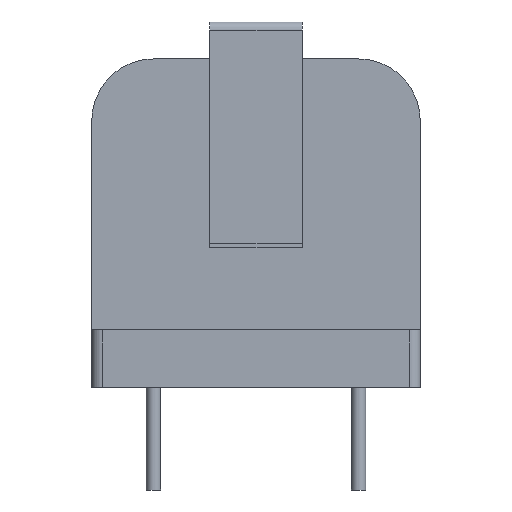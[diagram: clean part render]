
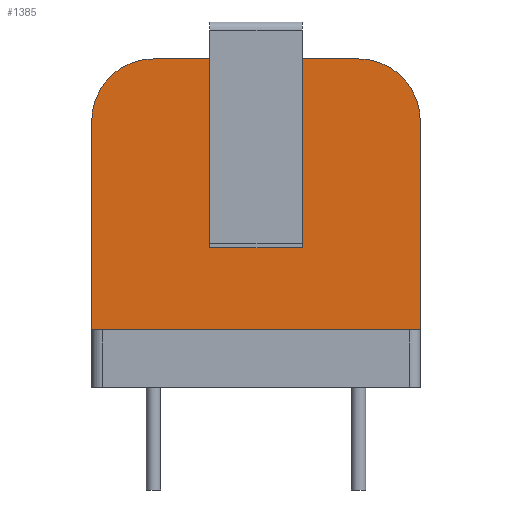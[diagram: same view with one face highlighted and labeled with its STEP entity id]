
A CAD part, left-side view. The second image highlights one B-rep face of the part: STEP entity #1385.
In plain terms, the highlighted planar face has unit normal (-1, 0, 0).
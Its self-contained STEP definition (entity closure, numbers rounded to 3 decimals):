
#21=LINE('',#5504,#165);
#25=LINE('',#5513,#169);
#29=LINE('',#5520,#173);
#32=LINE('',#5526,#176);
#33=LINE('',#5530,#177);
#34=LINE('',#5532,#178);
#35=LINE('',#5534,#179);
#36=LINE('',#5537,#180);
#165=VECTOR('',#1670,10.);
#169=VECTOR('',#1676,10.);
#173=VECTOR('',#1682,10.);
#176=VECTOR('',#1689,10.);
#177=VECTOR('',#1692,10.);
#178=VECTOR('',#1693,10.);
#179=VECTOR('',#1694,10.);
#180=VECTOR('',#1697,10.);
#361=PLANE('',#1502);
#427=FACE_OUTER_BOUND('',#513,.T.);
#513=EDGE_LOOP('',(#1017,#1018,#1019,#1020,#1021,#1022,#1023,#1024,#1025,
#1026));
#595=CIRCLE('',#1503,3.);
#596=CIRCLE('',#1504,3.);
#647=VERTEX_POINT('',#5502);
#648=VERTEX_POINT('',#5503);
#651=VERTEX_POINT('',#5511);
#652=VERTEX_POINT('',#5512);
#655=VERTEX_POINT('',#5525);
#656=VERTEX_POINT('',#5527);
#657=VERTEX_POINT('',#5529);
#658=VERTEX_POINT('',#5531);
#659=VERTEX_POINT('',#5533);
#660=VERTEX_POINT('',#5535);
#785=EDGE_CURVE('',#647,#648,#21,.T.);
#789=EDGE_CURVE('',#651,#652,#25,.T.);
#793=EDGE_CURVE('',#652,#647,#29,.T.);
#796=EDGE_CURVE('',#655,#648,#32,.T.);
#797=EDGE_CURVE('',#656,#655,#595,.T.);
#798=EDGE_CURVE('',#657,#656,#33,.T.);
#799=EDGE_CURVE('',#658,#657,#34,.T.);
#800=EDGE_CURVE('',#658,#659,#35,.T.);
#801=EDGE_CURVE('',#660,#659,#596,.T.);
#802=EDGE_CURVE('',#651,#660,#36,.T.);
#1017=ORIENTED_EDGE('',*,*,#789,.T.);
#1018=ORIENTED_EDGE('',*,*,#793,.T.);
#1019=ORIENTED_EDGE('',*,*,#785,.T.);
#1020=ORIENTED_EDGE('',*,*,#796,.F.);
#1021=ORIENTED_EDGE('',*,*,#797,.F.);
#1022=ORIENTED_EDGE('',*,*,#798,.F.);
#1023=ORIENTED_EDGE('',*,*,#799,.F.);
#1024=ORIENTED_EDGE('',*,*,#800,.T.);
#1025=ORIENTED_EDGE('',*,*,#801,.F.);
#1026=ORIENTED_EDGE('',*,*,#802,.F.);
#1385=ADVANCED_FACE('',(#427),#361,.T.);
#1502=AXIS2_PLACEMENT_3D('',#5524,#1687,#1688);
#1503=AXIS2_PLACEMENT_3D('',#5528,#1690,#1691);
#1504=AXIS2_PLACEMENT_3D('',#5536,#1695,#1696);
#1670=DIRECTION('',(0.,0.,1.));
#1676=DIRECTION('',(0.,0.,-1.));
#1682=DIRECTION('',(0.,1.,0.));
#1687=DIRECTION('center_axis',(-1.,0.,0.));
#1688=DIRECTION('ref_axis',(0.,-1.,0.));
#1689=DIRECTION('',(0.,-1.,0.));
#1690=DIRECTION('center_axis',(1.,0.,0.));
#1691=DIRECTION('ref_axis',(0.,0.707,0.707));
#1692=DIRECTION('',(0.,0.,1.));
#1693=DIRECTION('',(0.,1.,0.));
#1694=DIRECTION('',(0.,0.,1.));
#1695=DIRECTION('center_axis',(1.,0.,0.));
#1696=DIRECTION('ref_axis',(0.,-0.707,0.707));
#1697=DIRECTION('',(0.,-1.,0.));
#5502=CARTESIAN_POINT('',(-5.5,2.25,6.8));
#5503=CARTESIAN_POINT('',(-5.5,2.25,16.));
#5504=CARTESIAN_POINT('',(-5.5,2.25,9.4));
#5511=CARTESIAN_POINT('',(-5.5,-2.25,16.));
#5512=CARTESIAN_POINT('',(-5.5,-2.25,6.8));
#5513=CARTESIAN_POINT('',(-5.5,-2.25,4.8));
#5520=CARTESIAN_POINT('',(-5.5,5.125,6.8));
#5524=CARTESIAN_POINT('Origin',(-5.5,8.,2.8));
#5525=CARTESIAN_POINT('',(-5.5,5.,16.));
#5526=CARTESIAN_POINT('',(-5.5,8.,16.));
#5527=CARTESIAN_POINT('',(-5.5,8.,13.));
#5528=CARTESIAN_POINT('Origin',(-5.5,5.,13.));
#5529=CARTESIAN_POINT('',(-5.5,8.,2.8));
#5530=CARTESIAN_POINT('',(-5.5,8.,2.8));
#5531=CARTESIAN_POINT('',(-5.5,-8.,2.8));
#5532=CARTESIAN_POINT('',(-5.5,4.,2.8));
#5533=CARTESIAN_POINT('',(-5.5,-8.,13.));
#5534=CARTESIAN_POINT('',(-5.5,-8.,2.8));
#5535=CARTESIAN_POINT('',(-5.5,-5.,16.));
#5536=CARTESIAN_POINT('Origin',(-5.5,-5.,13.));
#5537=CARTESIAN_POINT('',(-5.5,8.,16.));
